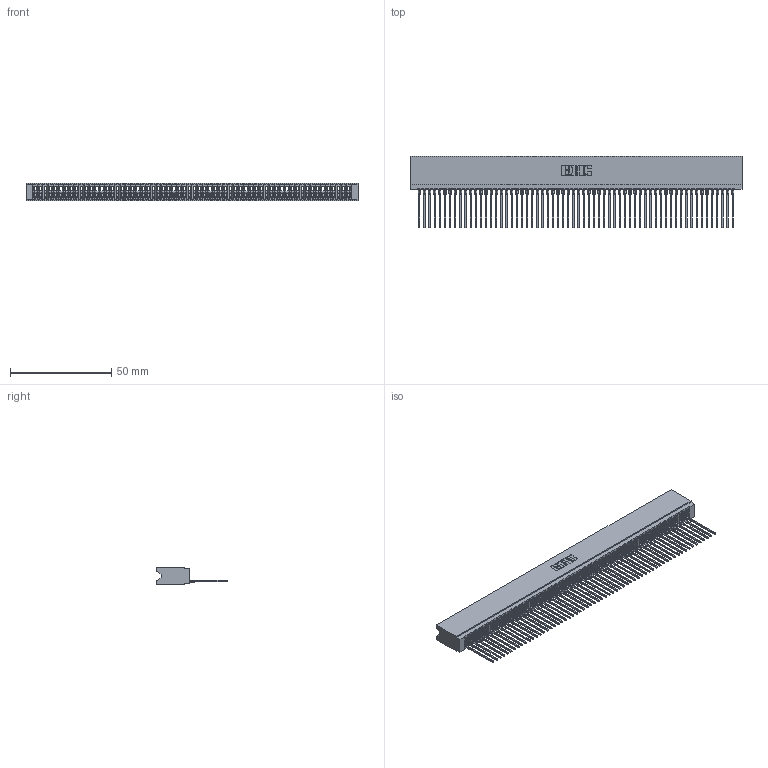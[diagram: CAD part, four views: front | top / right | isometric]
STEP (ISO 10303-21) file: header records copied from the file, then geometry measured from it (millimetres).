
FILE_DESCRIPTION (( 'STEP AP203' ), '1' );
FILE_NAME ('745-062-541-106.STEP', '2026-02-26T00:02:32', ( '' ), ( '' ), 'SwSTEP 2.0', 'SolidWorks 2023', '' );
FILE_SCHEMA (( 'CONFIG_CONTROL_DESIGN' ));
Length unit declared in the file: millimetre
Products named in the file (3): 745-062-541-106; 745 Part_Insulator Option - 06; 745-292-001_541
Assembly tree (63 placements, depth 2):
  745-062-541-106
    745 Part_Insulator Option - 06
    745-292-001_541  x62
Bounding box: 164.08 x 35.45 x 8.89 mm (x, y, z)
Volume: 14329.9 mm3; surface area: 28334.9 mm2
Topology: 63 solids, 63 shells, 7040 faces, 19356 edges, 12200 vertices
Faces by surface type: plane 4210, bspline 1240, cylinder 1218, torus 372
Entity records: 99684 total; most frequent: CARTESIAN_POINT 18068, ORIENTED_EDGE 17606, DIRECTION 15239, EDGE_CURVE 8803, VECTOR 8249, LINE 8249, VERTEX_POINT 5612, AXIS2_PLACEMENT_3D 3495
